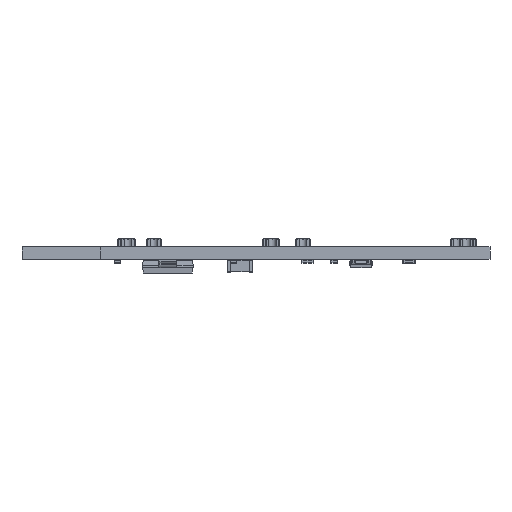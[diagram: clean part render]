
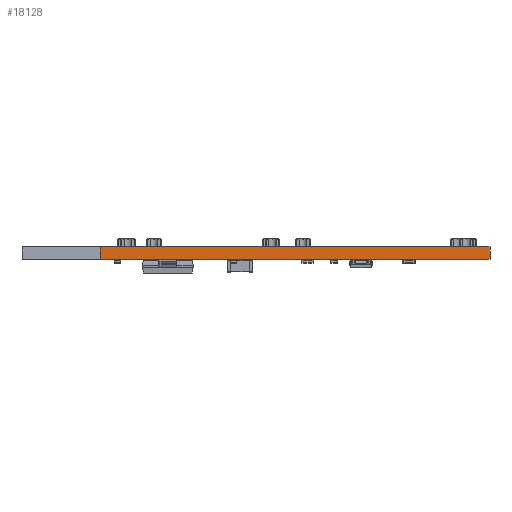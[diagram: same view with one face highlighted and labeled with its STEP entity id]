
A CAD part, front view. The second image highlights one B-rep face of the part: STEP entity #18128.
In plain terms, the highlighted planar face has unit normal (0, -1, 0).
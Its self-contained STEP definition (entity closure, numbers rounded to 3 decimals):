
#18128 = ADVANCED_FACE('',(#18129),#18143,.T.);
#18129 = FACE_BOUND('',#18130,.T.);
#18130 = EDGE_LOOP('',(#18131,#18166,#18194,#18222));
#18131 = ORIENTED_EDGE('',*,*,#18132,.T.);
#18132 = EDGE_CURVE('',#18133,#18135,#18137,.T.);
#18133 = VERTEX_POINT('',#18134);
#18134 = CARTESIAN_POINT('',(172.707,-126.187,0.));
#18135 = VERTEX_POINT('',#18136);
#18136 = CARTESIAN_POINT('',(172.707,-126.187,1.6));
#18137 = SURFACE_CURVE('',#18138,(#18142,#18154),.PCURVE_S1.);
#18138 = LINE('',#18139,#18140);
#18139 = CARTESIAN_POINT('',(172.707,-126.187,0.));
#18140 = VECTOR('',#18141,1.);
#18141 = DIRECTION('',(0.,0.,1.));
#18142 = PCURVE('',#18143,#18148);
#18143 = PLANE('',#18144);
#18144 = AXIS2_PLACEMENT_3D('',#18145,#18146,#18147);
#18145 = CARTESIAN_POINT('',(172.707,-126.187,0.));
#18146 = DIRECTION('',(0.,-1.,0.));
#18147 = DIRECTION('',(-1.,0.,0.));
#18148 = DEFINITIONAL_REPRESENTATION('',(#18149),#18153);
#18149 = LINE('',#18150,#18151);
#18150 = CARTESIAN_POINT('',(0.,-0.));
#18151 = VECTOR('',#18152,1.);
#18152 = DIRECTION('',(0.,-1.));
#18153 = ( GEOMETRIC_REPRESENTATION_CONTEXT(2) 
PARAMETRIC_REPRESENTATION_CONTEXT() REPRESENTATION_CONTEXT('2D SPACE',''
  ) );
#18154 = PCURVE('',#18155,#18160);
#18155 = PLANE('',#18156);
#18156 = AXIS2_PLACEMENT_3D('',#18157,#18158,#18159);
#18157 = CARTESIAN_POINT('',(172.707,-76.2,0.));
#18158 = DIRECTION('',(1.,0.,-0.));
#18159 = DIRECTION('',(0.,-1.,0.));
#18160 = DEFINITIONAL_REPRESENTATION('',(#18161),#18165);
#18161 = LINE('',#18162,#18163);
#18162 = CARTESIAN_POINT('',(49.987,0.));
#18163 = VECTOR('',#18164,1.);
#18164 = DIRECTION('',(0.,-1.));
#18165 = ( GEOMETRIC_REPRESENTATION_CONTEXT(2) 
PARAMETRIC_REPRESENTATION_CONTEXT() REPRESENTATION_CONTEXT('2D SPACE',''
  ) );
#18166 = ORIENTED_EDGE('',*,*,#18167,.T.);
#18167 = EDGE_CURVE('',#18135,#18168,#18170,.T.);
#18168 = VERTEX_POINT('',#18169);
#18169 = CARTESIAN_POINT('',(122.72,-126.187,1.6));
#18170 = SURFACE_CURVE('',#18171,(#18175,#18182),.PCURVE_S1.);
#18171 = LINE('',#18172,#18173);
#18172 = CARTESIAN_POINT('',(172.707,-126.187,1.6));
#18173 = VECTOR('',#18174,1.);
#18174 = DIRECTION('',(-1.,0.,0.));
#18175 = PCURVE('',#18143,#18176);
#18176 = DEFINITIONAL_REPRESENTATION('',(#18177),#18181);
#18177 = LINE('',#18178,#18179);
#18178 = CARTESIAN_POINT('',(0.,-1.6));
#18179 = VECTOR('',#18180,1.);
#18180 = DIRECTION('',(1.,0.));
#18181 = ( GEOMETRIC_REPRESENTATION_CONTEXT(2) 
PARAMETRIC_REPRESENTATION_CONTEXT() REPRESENTATION_CONTEXT('2D SPACE',''
  ) );
#18182 = PCURVE('',#18183,#18188);
#18183 = PLANE('',#18184);
#18184 = AXIS2_PLACEMENT_3D('',#18185,#18186,#18187);
#18185 = CARTESIAN_POINT('',(144.359,-101.194,1.6));
#18186 = DIRECTION('',(-0.,-0.,-1.));
#18187 = DIRECTION('',(-1.,0.,0.));
#18188 = DEFINITIONAL_REPRESENTATION('',(#18189),#18193);
#18189 = LINE('',#18190,#18191);
#18190 = CARTESIAN_POINT('',(-28.348,-24.993));
#18191 = VECTOR('',#18192,1.);
#18192 = DIRECTION('',(1.,0.));
#18193 = ( GEOMETRIC_REPRESENTATION_CONTEXT(2) 
PARAMETRIC_REPRESENTATION_CONTEXT() REPRESENTATION_CONTEXT('2D SPACE',''
  ) );
#18194 = ORIENTED_EDGE('',*,*,#18195,.F.);
#18195 = EDGE_CURVE('',#18196,#18168,#18198,.T.);
#18196 = VERTEX_POINT('',#18197);
#18197 = CARTESIAN_POINT('',(122.72,-126.187,0.));
#18198 = SURFACE_CURVE('',#18199,(#18203,#18210),.PCURVE_S1.);
#18199 = LINE('',#18200,#18201);
#18200 = CARTESIAN_POINT('',(122.72,-126.187,0.));
#18201 = VECTOR('',#18202,1.);
#18202 = DIRECTION('',(0.,0.,1.));
#18203 = PCURVE('',#18143,#18204);
#18204 = DEFINITIONAL_REPRESENTATION('',(#18205),#18209);
#18205 = LINE('',#18206,#18207);
#18206 = CARTESIAN_POINT('',(49.987,0.));
#18207 = VECTOR('',#18208,1.);
#18208 = DIRECTION('',(0.,-1.));
#18209 = ( GEOMETRIC_REPRESENTATION_CONTEXT(2) 
PARAMETRIC_REPRESENTATION_CONTEXT() REPRESENTATION_CONTEXT('2D SPACE',''
  ) );
#18210 = PCURVE('',#18211,#18216);
#18211 = PLANE('',#18212);
#18212 = AXIS2_PLACEMENT_3D('',#18213,#18214,#18215);
#18213 = CARTESIAN_POINT('',(122.72,-126.187,0.));
#18214 = DIRECTION('',(-1.,0.,0.));
#18215 = DIRECTION('',(0.,1.,0.));
#18216 = DEFINITIONAL_REPRESENTATION('',(#18217),#18221);
#18217 = LINE('',#18218,#18219);
#18218 = CARTESIAN_POINT('',(0.,0.));
#18219 = VECTOR('',#18220,1.);
#18220 = DIRECTION('',(0.,-1.));
#18221 = ( GEOMETRIC_REPRESENTATION_CONTEXT(2) 
PARAMETRIC_REPRESENTATION_CONTEXT() REPRESENTATION_CONTEXT('2D SPACE',''
  ) );
#18222 = ORIENTED_EDGE('',*,*,#18223,.F.);
#18223 = EDGE_CURVE('',#18133,#18196,#18224,.T.);
#18224 = SURFACE_CURVE('',#18225,(#18229,#18236),.PCURVE_S1.);
#18225 = LINE('',#18226,#18227);
#18226 = CARTESIAN_POINT('',(172.707,-126.187,0.));
#18227 = VECTOR('',#18228,1.);
#18228 = DIRECTION('',(-1.,0.,0.));
#18229 = PCURVE('',#18143,#18230);
#18230 = DEFINITIONAL_REPRESENTATION('',(#18231),#18235);
#18231 = LINE('',#18232,#18233);
#18232 = CARTESIAN_POINT('',(0.,-0.));
#18233 = VECTOR('',#18234,1.);
#18234 = DIRECTION('',(1.,0.));
#18235 = ( GEOMETRIC_REPRESENTATION_CONTEXT(2) 
PARAMETRIC_REPRESENTATION_CONTEXT() REPRESENTATION_CONTEXT('2D SPACE',''
  ) );
#18236 = PCURVE('',#18237,#18242);
#18237 = PLANE('',#18238);
#18238 = AXIS2_PLACEMENT_3D('',#18239,#18240,#18241);
#18239 = CARTESIAN_POINT('',(144.359,-101.194,0.));
#18240 = DIRECTION('',(-0.,-0.,-1.));
#18241 = DIRECTION('',(-1.,0.,0.));
#18242 = DEFINITIONAL_REPRESENTATION('',(#18243),#18247);
#18243 = LINE('',#18244,#18245);
#18244 = CARTESIAN_POINT('',(-28.348,-24.993));
#18245 = VECTOR('',#18246,1.);
#18246 = DIRECTION('',(1.,0.));
#18247 = ( GEOMETRIC_REPRESENTATION_CONTEXT(2) 
PARAMETRIC_REPRESENTATION_CONTEXT() REPRESENTATION_CONTEXT('2D SPACE',''
  ) );
